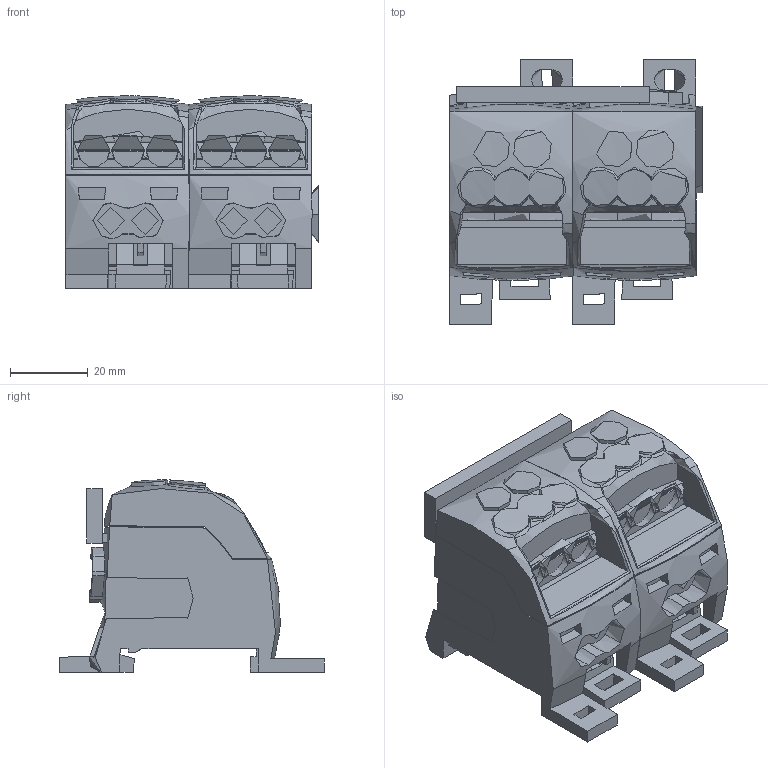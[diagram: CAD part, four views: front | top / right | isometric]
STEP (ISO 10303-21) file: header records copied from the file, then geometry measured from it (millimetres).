
FILE_DESCRIPTION(('CATIA V5 STEP Exchange','CAx-IF Rec.Pracs.--- Model Styling and Organization---1.4--- 2014-01-23'),'2;1');
FILE_NAME ('1215425-1_2', '2023-09-07T09:37:09+00:00', ('none'), ('Weidmueller'), 'CATIA Version 5-6 Release 2016 SP3 HF44', 'CATIA V5 STEP AP214', 'none');
FILE_SCHEMA(('AUTOMOTIVE_DESIGN { 1 0 10303 214 1 1 1 1 }'));
Products named in the file (1): 2725290000
Bounding box: 64.71 x 68 x 49.36 mm (x, y, z)
Volume: 93845.7 mm3; surface area: 35716.3 mm2
Topology: 5 solids, 5 shells, 604 faces, 2042 edges, 1462 vertices
Faces by surface type: plane 308, bspline 144, cone 106, cylinder 28, extrusion 10, revolution 8
Entity records: 47515 total; most frequent: CARTESIAN_POINT 32333, ORIENTED_EDGE 4064, EDGE_CURVE 2032, DIRECTION 1744, VERTEX_POINT 1462, B_SPLINE_CURVE_WITH_KNOTS 1150, VECTOR 812, LINE 802
